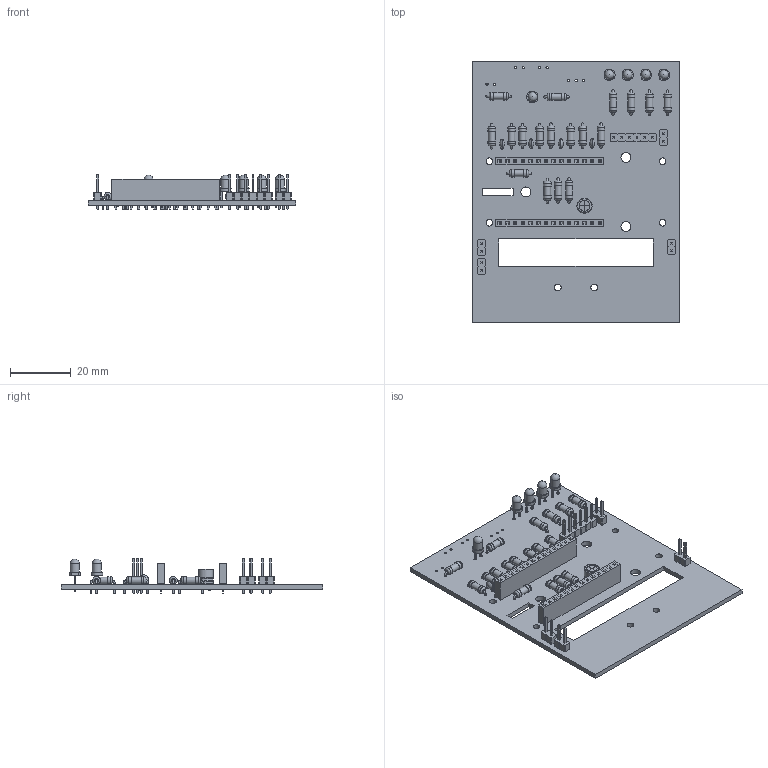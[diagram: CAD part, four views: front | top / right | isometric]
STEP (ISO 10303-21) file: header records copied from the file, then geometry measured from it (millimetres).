
FILE_DESCRIPTION(('KiCad electronic assembly'),'2;1');
FILE_NAME('e-p-wifi.step','2019-11-28T14:03:33',('An Author'),( 'A Company'),'Open CASCADE STEP processor 6.9', 'KiCad to STEP converter','Unknown');
FILE_SCHEMA(('AUTOMOTIVE_DESIGN { 1 0 10303 214 1 1 1 1 }'));
Length unit declared in the file: millimetre
Products named in the file (16): Open CASCADE STEP translator 6.9 1; CP_Radial_D5.0mm_P2.50mm; SOLID; C_Disc_D3.0mm_W1.6mm_P2.50mm; LED_D3.0mm; PinHeader_1x02_P2.54mm_Vertical; PinHeader_1x06_P2.54mm_Vertical; PinSocket_1x14_P2.54mm_Vertical; R_Axial_DIN0207_L6.3mm_D2.5mm_P7.62mm_Horizontal; COMPOUND
Assembly tree (43 placements, depth 3):
  Open CASCADE STEP translator 6.9 1
    CP_Radial_D5.0mm_P2.50mm
      SOLID
    C_Disc_D3.0mm_W1.6mm_P2.50mm  x4
      SOLID
    LED_D3.0mm  x5
      SOLID
    PinHeader_1x02_P2.54mm_Vertical  x4
      SOLID
    PinHeader_1x06_P2.54mm_Vertical
      SOLID
    PinSocket_1x14_P2.54mm_Vertical  x2
      SOLID
    R_Axial_DIN0207_L6.3mm_D2.5mm_P7.62mm_Horizontal  x18
      SOLID
    COMPOUND
Bounding box: 68.58 x 86.36 x 11.64 mm (x, y, z)
Volume: 10829.2 mm3; surface area: 16693.3 mm2
Topology: 36 solids, 37 shells, 1821 faces, 4353 edges, 2789 vertices
Faces by surface type: plane 1462, cylinder 253, torus 74, revolution 13, sphere 13, bspline 6
Full cylindrical faces by diameter (mm): 0.5 x10, 0.6 x36, 0.762 x10, 0.8 x46, 0.9 x10, 1 x41, 2.2 x6, 2.25 x18, 2.5 x36, 3 x5, 3.3 x3
Entity records: 63905 total; most frequent: CARTESIAN_POINT 12522, DIRECTION 8634, LINE 5932, VECTOR 5932, ORIENTED_EDGE 4420, PCURVE 4420, DEFINITIONAL_REPRESENTATION 4420, EDGE_CURVE 2210
